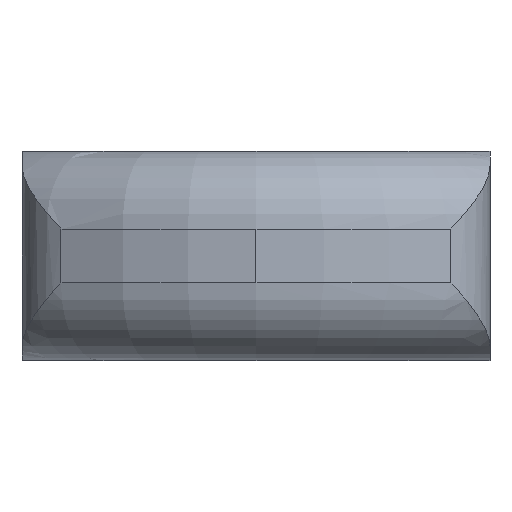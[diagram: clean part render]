
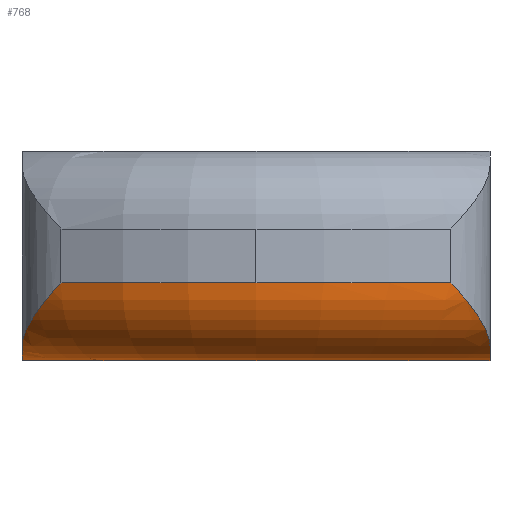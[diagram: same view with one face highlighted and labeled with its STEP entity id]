
A CAD part, left-side view. The second image highlights one B-rep face of the part: STEP entity #768.
In plain terms, the highlighted toroidal (fillet/blend) face has major radius 2.6 mm and minor radius 0.65 mm.
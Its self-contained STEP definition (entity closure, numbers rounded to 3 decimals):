
#112 = CARTESIAN_POINT ( 'NONE',  ( -2.827, -1.95, -0.753 ) ) ;
#133 = DIRECTION ( 'NONE',  ( 1., 0., 0. ) ) ;
#178 = B_SPLINE_CURVE_WITH_KNOTS ( 'NONE', 3,
 ( #112, #926, #925, #924, #923, #922, #921, #962, #960, #959 ),
 .UNSPECIFIED., .F., .F.,
 ( 4, 2, 2, 2, 4 ),
 ( 0., 0., 0., 0.001, 0.001 ),
 .UNSPECIFIED. ) ;
#180 = B_SPLINE_CURVE_WITH_KNOTS ( 'NONE', 3,
 ( #642, #643, #644, #645, #646, #647 ),
 .UNSPECIFIED., .F., .F.,
 ( 4, 2, 4 ),
 ( 0., 0., 0.001 ),
 .UNSPECIFIED. ) ;
#184 = B_SPLINE_CURVE_WITH_KNOTS ( 'NONE', 3,
 ( #970, #990, #973, #977, #975, #976, #974, #979, #983, #981 ),
 .UNSPECIFIED., .F., .F.,
 ( 4, 2, 2, 2, 4 ),
 ( 0., 0., 0., 0.001, 0.001 ),
 .UNSPECIFIED. ) ;
#212 = B_SPLINE_CURVE_WITH_KNOTS ( 'NONE', 3,
 ( #1414, #1427, #1428, #1429 ),
 .UNSPECIFIED., .F., .F.,
 ( 4, 4 ),
 ( 0., 0.001 ),
 .UNSPECIFIED. ) ;
#374 = ORIENTED_EDGE ( 'NONE', *, *, #732, .F. ) ;
#375 = ORIENTED_EDGE ( 'NONE', *, *, #729, .T. ) ;
#376 = ORIENTED_EDGE ( 'NONE', *, *, #846, .F. ) ;
#377 = ORIENTED_EDGE ( 'NONE', *, *, #779, .F. ) ;
#378 = ORIENTED_EDGE ( 'NONE', *, *, #775, .F. ) ;
#379 = ORIENTED_EDGE ( 'NONE', *, *, #685, .F. ) ;
#380 = ORIENTED_EDGE ( 'NONE', *, *, #689, .F. ) ;
#391 = VERTEX_POINT ( 'NONE', #582 ) ;
#404 = VERTEX_POINT ( 'NONE', #595 ) ;
#414 = VERTEX_POINT ( 'NONE', #605 ) ;
#417 = VERTEX_POINT ( 'NONE', #608 ) ;
#423 = VERTEX_POINT ( 'NONE', #614 ) ;
#469 = EDGE_LOOP ( 'NONE', ( #375, #376, #377, #374, #379, #380, #378 ) ) ;
#482 = VERTEX_POINT ( 'NONE', #634 ) ;
#484 = VERTEX_POINT ( 'NONE', #636 ) ;
#582 = CARTESIAN_POINT ( 'NONE',  ( -2.295, -1.95, -0.875 ) ) ;
#595 = CARTESIAN_POINT ( 'NONE',  ( -2.827, -1.95, -0.753 ) ) ;
#605 = CARTESIAN_POINT ( 'NONE',  ( -2.295, 1.95, -0.875 ) ) ;
#608 = CARTESIAN_POINT ( 'NONE',  ( -2.827, 1.95, -0.753 ) ) ;
#614 = CARTESIAN_POINT ( 'NONE',  ( -3.39, 1.625, -0.225 ) ) ;
#634 = CARTESIAN_POINT ( 'NONE',  ( -3.825, 0., -0.225 ) ) ;
#636 = CARTESIAN_POINT ( 'NONE',  ( -3.39, -1.625, -0.225 ) ) ;
#642 = CARTESIAN_POINT ( 'NONE',  ( -2.295, 1.95, -0.875 ) ) ;
#643 = CARTESIAN_POINT ( 'NONE',  ( -2.387, 1.95, -0.875 ) ) ;
#644 = CARTESIAN_POINT ( 'NONE',  ( -2.478, 1.95, -0.867 ) ) ;
#645 = CARTESIAN_POINT ( 'NONE',  ( -2.657, 1.95, -0.828 ) ) ;
#646 = CARTESIAN_POINT ( 'NONE',  ( -2.745, 1.95, -0.798 ) ) ;
#647 = CARTESIAN_POINT ( 'NONE',  ( -2.827, 1.95, -0.753 ) ) ;
#685 = EDGE_CURVE ( 'NONE', #414, #417, #180, .T. ) ;
#689 = EDGE_CURVE ( 'NONE', #391, #414, #849, .T. ) ;
#729 = EDGE_CURVE ( 'NONE', #404, #484, #178, .T. ) ;
#732 = EDGE_CURVE ( 'NONE', #417, #423, #184, .T. ) ;
#768 = ADVANCED_FACE ( 'NONE', ( #1097 ), #879, .T. ) ;
#775 = EDGE_CURVE ( 'NONE', #404, #391, #212, .T. ) ;
#779 = EDGE_CURVE ( 'NONE', #423, #482, #877, .T. ) ;
#813 = AXIS2_PLACEMENT_3D ( 'NONE', #1611, #1610, #133 ) ;
#846 = EDGE_CURVE ( 'NONE', #482, #484, #881, .T. ) ;
#849 = CIRCLE ( 'NONE', #813, 2.6 ) ;
#877 = CIRCLE ( 'NONE', #1099, 3.25 ) ;
#879 = TOROIDAL_SURFACE ( 'NONE', #1100, 2.6, 0.65 ) ;
#881 = CIRCLE ( 'NONE', #895, 3.25 ) ;
#895 = AXIS2_PLACEMENT_3D ( 'NONE', #1547, #1563, #1564 ) ;
#921 = CARTESIAN_POINT ( 'NONE',  ( -3.254, -1.793, -0.417 ) ) ;
#922 = CARTESIAN_POINT ( 'NONE',  ( -3.211, -1.827, -0.463 ) ) ;
#923 = CARTESIAN_POINT ( 'NONE',  ( -3.116, -1.885, -0.553 ) ) ;
#924 = CARTESIAN_POINT ( 'NONE',  ( -3.063, -1.908, -0.598 ) ) ;
#925 = CARTESIAN_POINT ( 'NONE',  ( -2.95, -1.941, -0.68 ) ) ;
#926 = CARTESIAN_POINT ( 'NONE',  ( -2.891, -1.95, -0.719 ) ) ;
#959 = CARTESIAN_POINT ( 'NONE',  ( -3.39, -1.625, -0.225 ) ) ;
#960 = CARTESIAN_POINT ( 'NONE',  ( -3.363, -1.671, -0.273 ) ) ;
#962 = CARTESIAN_POINT ( 'NONE',  ( -3.33, -1.715, -0.322 ) ) ;
#970 = CARTESIAN_POINT ( 'NONE',  ( -2.827, 1.95, -0.753 ) ) ;
#973 = CARTESIAN_POINT ( 'NONE',  ( -2.95, 1.941, -0.68 ) ) ;
#974 = CARTESIAN_POINT ( 'NONE',  ( -3.254, 1.793, -0.417 ) ) ;
#975 = CARTESIAN_POINT ( 'NONE',  ( -3.116, 1.885, -0.553 ) ) ;
#976 = CARTESIAN_POINT ( 'NONE',  ( -3.211, 1.827, -0.463 ) ) ;
#977 = CARTESIAN_POINT ( 'NONE',  ( -3.063, 1.908, -0.598 ) ) ;
#979 = CARTESIAN_POINT ( 'NONE',  ( -3.33, 1.715, -0.322 ) ) ;
#981 = CARTESIAN_POINT ( 'NONE',  ( -3.39, 1.625, -0.225 ) ) ;
#983 = CARTESIAN_POINT ( 'NONE',  ( -3.363, 1.671, -0.273 ) ) ;
#990 = CARTESIAN_POINT ( 'NONE',  ( -2.891, 1.95, -0.719 ) ) ;
#1097 = FACE_OUTER_BOUND ( 'NONE', #469, .T. ) ;
#1099 = AXIS2_PLACEMENT_3D ( 'NONE', #1442, #1443, #1444 ) ;
#1100 = AXIS2_PLACEMENT_3D ( 'NONE', #1405, #1406, #1407 ) ;
#1405 = CARTESIAN_POINT ( 'NONE',  ( -0.575, 0., -0.225 ) ) ;
#1406 = DIRECTION ( 'NONE',  ( 0., 0., 1. ) ) ;
#1407 = DIRECTION ( 'NONE',  ( 1., 0., 0. ) ) ;
#1414 = CARTESIAN_POINT ( 'NONE',  ( -2.827, -1.95, -0.753 ) ) ;
#1427 = CARTESIAN_POINT ( 'NONE',  ( -2.664, -1.95, -0.842 ) ) ;
#1428 = CARTESIAN_POINT ( 'NONE',  ( -2.479, -1.95, -0.875 ) ) ;
#1429 = CARTESIAN_POINT ( 'NONE',  ( -2.295, -1.95, -0.875 ) ) ;
#1442 = CARTESIAN_POINT ( 'NONE',  ( -0.575, 0., -0.225 ) ) ;
#1443 = DIRECTION ( 'NONE',  ( 0., 0., 1. ) ) ;
#1444 = DIRECTION ( 'NONE',  ( 1., 0., 0. ) ) ;
#1547 = CARTESIAN_POINT ( 'NONE',  ( -0.575, 0., -0.225 ) ) ;
#1563 = DIRECTION ( 'NONE',  ( 0., 0., 1. ) ) ;
#1564 = DIRECTION ( 'NONE',  ( 1., 0., 0. ) ) ;
#1610 = DIRECTION ( 'NONE',  ( 0., 0., -1. ) ) ;
#1611 = CARTESIAN_POINT ( 'NONE',  ( -0.575, 0., -0.875 ) ) ;
